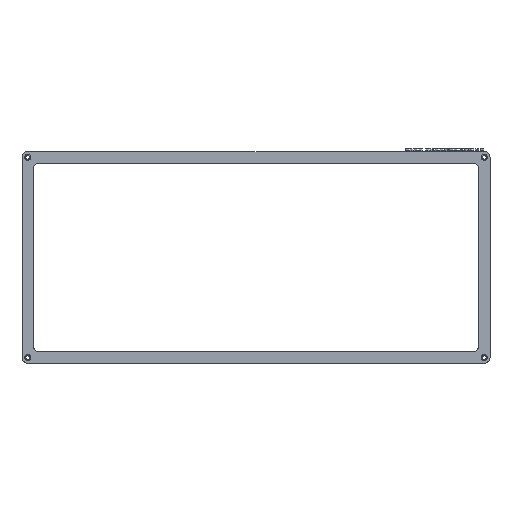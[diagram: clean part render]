
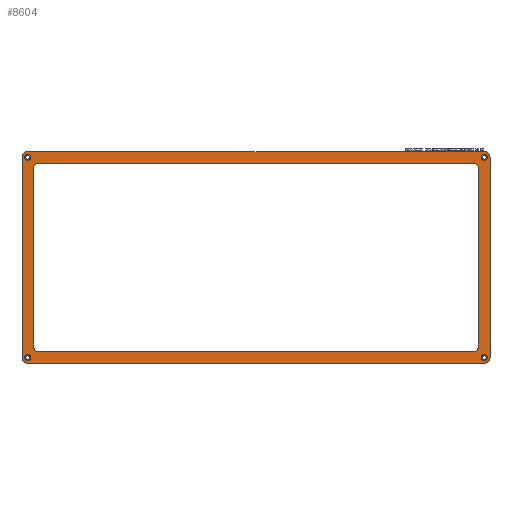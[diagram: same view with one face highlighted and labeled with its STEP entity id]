
A CAD part, top view. The second image highlights one B-rep face of the part: STEP entity #8604.
In plain terms, the highlighted planar face has unit normal (0, 0, 1).
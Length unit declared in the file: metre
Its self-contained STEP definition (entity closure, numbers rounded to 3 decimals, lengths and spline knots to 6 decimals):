
#286=CIRCLE('',#9385,0.00265);
#288=CIRCLE('',#9388,0.00265);
#290=CIRCLE('',#9391,0.00265);
#292=CIRCLE('',#9394,0.00265);
#294=CIRCLE('',#9398,0.005);
#295=CIRCLE('',#9399,0.005);
#296=CIRCLE('',#9400,0.005);
#297=CIRCLE('',#9401,0.005);
#298=CIRCLE('',#9402,0.005);
#299=CIRCLE('',#9403,0.005);
#300=CIRCLE('',#9404,0.005);
#301=CIRCLE('',#9405,0.005);
#380=LINE('',#11463,#1208);
#496=LINE('',#12267,#1324);
#506=LINE('',#12297,#1334);
#512=LINE('',#12317,#1340);
#516=LINE('',#12326,#1344);
#520=LINE('',#12335,#1348);
#526=LINE('',#12349,#1354);
#528=LINE('',#12373,#1356);
#1208=VECTOR('',#9740,1.);
#1324=VECTOR('',#9894,1.);
#1334=VECTOR('',#9914,1.);
#1340=VECTOR('',#9930,1.);
#1344=VECTOR('',#9936,1.);
#1348=VECTOR('',#9942,1.);
#1354=VECTOR('',#9950,1.);
#1356=VECTOR('',#9978,1.);
#2398=ORIENTED_EDGE('',*,*,#5040,.F.);
#2399=ORIENTED_EDGE('',*,*,#5038,.F.);
#2400=ORIENTED_EDGE('',*,*,#5036,.F.);
#2401=ORIENTED_EDGE('',*,*,#5034,.F.);
#2402=ORIENTED_EDGE('',*,*,#5022,.F.);
#2403=ORIENTED_EDGE('',*,*,#5046,.T.);
#2404=ORIENTED_EDGE('',*,*,#5026,.T.);
#2405=ORIENTED_EDGE('',*,*,#5047,.T.);
#2406=ORIENTED_EDGE('',*,*,#5032,.T.);
#2407=ORIENTED_EDGE('',*,*,#5048,.T.);
#2408=ORIENTED_EDGE('',*,*,#5008,.F.);
#2409=ORIENTED_EDGE('',*,*,#5049,.T.);
#2410=ORIENTED_EDGE('',*,*,#4726,.F.);
#2411=ORIENTED_EDGE('',*,*,#5050,.T.);
#2412=ORIENTED_EDGE('',*,*,#5018,.T.);
#2413=ORIENTED_EDGE('',*,*,#5051,.T.);
#2414=ORIENTED_EDGE('',*,*,#4994,.T.);
#2415=ORIENTED_EDGE('',*,*,#5052,.T.);
#2416=ORIENTED_EDGE('',*,*,#5042,.F.);
#2417=ORIENTED_EDGE('',*,*,#5053,.T.);
#4726=EDGE_CURVE('',#6050,#6051,#380,.T.);
#4994=EDGE_CURVE('',#6318,#6319,#496,.T.);
#5008=EDGE_CURVE('',#6332,#6333,#506,.T.);
#5018=EDGE_CURVE('',#6342,#6343,#512,.T.);
#5022=EDGE_CURVE('',#6346,#6347,#516,.T.);
#5026=EDGE_CURVE('',#6350,#6351,#520,.T.);
#5032=EDGE_CURVE('',#6357,#6356,#526,.T.);
#5034=EDGE_CURVE('',#6358,#6358,#286,.T.);
#5036=EDGE_CURVE('',#6360,#6360,#288,.T.);
#5038=EDGE_CURVE('',#6362,#6362,#290,.T.);
#5040=EDGE_CURVE('',#6364,#6364,#292,.T.);
#5042=EDGE_CURVE('',#6366,#6367,#528,.T.);
#5046=EDGE_CURVE('',#6346,#6350,#294,.F.);
#5047=EDGE_CURVE('',#6351,#6357,#295,.F.);
#5048=EDGE_CURVE('',#6356,#6333,#296,.F.);
#5049=EDGE_CURVE('',#6332,#6347,#297,.F.);
#5050=EDGE_CURVE('',#6050,#6342,#298,.T.);
#5051=EDGE_CURVE('',#6343,#6318,#299,.T.);
#5052=EDGE_CURVE('',#6319,#6367,#300,.T.);
#5053=EDGE_CURVE('',#6366,#6051,#301,.T.);
#6050=VERTEX_POINT('',#11462);
#6051=VERTEX_POINT('',#11464);
#6318=VERTEX_POINT('',#12268);
#6319=VERTEX_POINT('',#12269);
#6332=VERTEX_POINT('',#12296);
#6333=VERTEX_POINT('',#12298);
#6342=VERTEX_POINT('',#12318);
#6343=VERTEX_POINT('',#12319);
#6346=VERTEX_POINT('',#12327);
#6347=VERTEX_POINT('',#12328);
#6350=VERTEX_POINT('',#12336);
#6351=VERTEX_POINT('',#12337);
#6356=VERTEX_POINT('',#12348);
#6357=VERTEX_POINT('',#12350);
#6358=VERTEX_POINT('',#12354);
#6360=VERTEX_POINT('',#12359);
#6362=VERTEX_POINT('',#12364);
#6364=VERTEX_POINT('',#12369);
#6366=VERTEX_POINT('',#12374);
#6367=VERTEX_POINT('',#12375);
#7308=EDGE_LOOP('',(#2398));
#7309=EDGE_LOOP('',(#2399));
#7310=EDGE_LOOP('',(#2400));
#7311=EDGE_LOOP('',(#2401));
#7312=EDGE_LOOP('',(#2402,#2403,#2404,#2405,#2406,#2407,#2408,#2409));
#7313=EDGE_LOOP('',(#2410,#2411,#2412,#2413,#2414,#2415,#2416,#2417));
#7832=FACE_BOUND('',#7308,.T.);
#7833=FACE_BOUND('',#7309,.T.);
#7834=FACE_BOUND('',#7310,.T.);
#7835=FACE_BOUND('',#7311,.T.);
#7836=FACE_BOUND('',#7312,.T.);
#7837=FACE_BOUND('',#7313,.T.);
#8328=PLANE('',#9397);
#8604=ADVANCED_FACE('',(#7832,#7833,#7834,#7835,#7836,#7837),#8328,.T.);
#9385=AXIS2_PLACEMENT_3D('',#12353,#9954,#9955);
#9388=AXIS2_PLACEMENT_3D('',#12358,#9960,#9961);
#9391=AXIS2_PLACEMENT_3D('',#12363,#9966,#9967);
#9394=AXIS2_PLACEMENT_3D('',#12368,#9972,#9973);
#9397=AXIS2_PLACEMENT_3D('',#12381,#9982,#9983);
#9398=AXIS2_PLACEMENT_3D('',#12382,#9984,#9985);
#9399=AXIS2_PLACEMENT_3D('',#12383,#9986,#9987);
#9400=AXIS2_PLACEMENT_3D('',#12384,#9988,#9989);
#9401=AXIS2_PLACEMENT_3D('',#12385,#9990,#9991);
#9402=AXIS2_PLACEMENT_3D('',#12386,#9992,#9993);
#9403=AXIS2_PLACEMENT_3D('',#12387,#9994,#9995);
#9404=AXIS2_PLACEMENT_3D('',#12388,#9996,#9997);
#9405=AXIS2_PLACEMENT_3D('',#12389,#9998,#9999);
#9740=DIRECTION('',(1.,0.,0.));
#9894=DIRECTION('',(1.,0.,0.));
#9914=DIRECTION('',(1.,0.,0.));
#9930=DIRECTION('',(0.,-1.,0.));
#9936=DIRECTION('',(0.,-1.,0.));
#9942=DIRECTION('',(1.,0.,0.));
#9950=DIRECTION('',(0.,-1.,0.));
#9954=DIRECTION('',(0.,0.,1.));
#9955=DIRECTION('',(1.,0.,0.));
#9960=DIRECTION('',(0.,0.,1.));
#9961=DIRECTION('',(1.,0.,0.));
#9966=DIRECTION('',(0.,0.,1.));
#9967=DIRECTION('',(1.,0.,0.));
#9972=DIRECTION('',(0.,0.,1.));
#9973=DIRECTION('',(1.,0.,0.));
#9978=DIRECTION('',(0.,-1.,0.));
#9982=DIRECTION('',(0.,0.,1.));
#9983=DIRECTION('',(1.,0.,0.));
#9984=DIRECTION('',(0.,0.,1.));
#9985=DIRECTION('',(1.,0.,0.));
#9986=DIRECTION('',(0.,0.,1.));
#9987=DIRECTION('',(1.,0.,0.));
#9988=DIRECTION('',(0.,0.,1.));
#9989=DIRECTION('',(1.,0.,0.));
#9990=DIRECTION('',(0.,0.,1.));
#9991=DIRECTION('',(1.,0.,0.));
#9992=DIRECTION('',(0.,0.,1.));
#9993=DIRECTION('',(1.,0.,0.));
#9994=DIRECTION('',(0.,0.,1.));
#9995=DIRECTION('',(1.,0.,0.));
#9996=DIRECTION('',(0.,0.,1.));
#9997=DIRECTION('',(1.,0.,0.));
#9998=DIRECTION('',(0.,0.,1.));
#9999=DIRECTION('',(1.,0.,0.));
#11462=CARTESIAN_POINT('',(-0.329169,0.145151,0.013));
#11463=CARTESIAN_POINT('',(-0.129838,0.145151,0.013));
#11464=CARTESIAN_POINT('',(0.069494,0.145151,0.013));
#12267=CARTESIAN_POINT('',(-0.129838,-0.039674,0.013));
#12268=CARTESIAN_POINT('',(-0.329169,-0.039674,0.013));
#12269=CARTESIAN_POINT('',(0.069494,-0.039674,0.013));
#12296=CARTESIAN_POINT('',(-0.319169,-0.029674,0.013));
#12297=CARTESIAN_POINT('',(-0.129838,-0.029674,0.013));
#12298=CARTESIAN_POINT('',(0.059494,-0.029674,0.013));
#12317=CARTESIAN_POINT('',(-0.334169,0.052738,0.013));
#12318=CARTESIAN_POINT('',(-0.334169,0.140151,0.013));
#12319=CARTESIAN_POINT('',(-0.334169,-0.034674,0.013));
#12326=CARTESIAN_POINT('',(-0.324169,0.052738,0.013));
#12327=CARTESIAN_POINT('',(-0.324169,0.130151,0.013));
#12328=CARTESIAN_POINT('',(-0.324169,-0.024674,0.013));
#12335=CARTESIAN_POINT('',(-0.129838,0.135151,0.013));
#12336=CARTESIAN_POINT('',(-0.319169,0.135151,0.013));
#12337=CARTESIAN_POINT('',(0.059494,0.135151,0.013));
#12348=CARTESIAN_POINT('',(0.064494,-0.024674,0.013));
#12349=CARTESIAN_POINT('',(0.064494,0.052738,0.013));
#12350=CARTESIAN_POINT('',(0.064494,0.130151,0.013));
#12353=CARTESIAN_POINT('',(-0.329169,0.140151,0.013));
#12354=CARTESIAN_POINT('',(-0.326519,0.140151,0.013));
#12358=CARTESIAN_POINT('',(-0.329169,-0.034674,0.013));
#12359=CARTESIAN_POINT('',(-0.326519,-0.034674,0.013));
#12363=CARTESIAN_POINT('',(0.069494,-0.034674,0.013));
#12364=CARTESIAN_POINT('',(0.072144,-0.034674,0.013));
#12368=CARTESIAN_POINT('',(0.069494,0.140151,0.013));
#12369=CARTESIAN_POINT('',(0.072144,0.140151,0.013));
#12373=CARTESIAN_POINT('',(0.074494,0.052738,0.013));
#12374=CARTESIAN_POINT('',(0.074494,0.140151,0.013));
#12375=CARTESIAN_POINT('',(0.074494,-0.034674,0.013));
#12381=CARTESIAN_POINT('',(-0.129838,0.052738,0.013));
#12382=CARTESIAN_POINT('',(-0.319169,0.130151,0.013));
#12383=CARTESIAN_POINT('',(0.059494,0.130151,0.013));
#12384=CARTESIAN_POINT('',(0.059494,-0.024674,0.013));
#12385=CARTESIAN_POINT('',(-0.319169,-0.024674,0.013));
#12386=CARTESIAN_POINT('',(-0.329169,0.140151,0.013));
#12387=CARTESIAN_POINT('',(-0.329169,-0.034674,0.013));
#12388=CARTESIAN_POINT('',(0.069494,-0.034674,0.013));
#12389=CARTESIAN_POINT('',(0.069494,0.140151,0.013));
